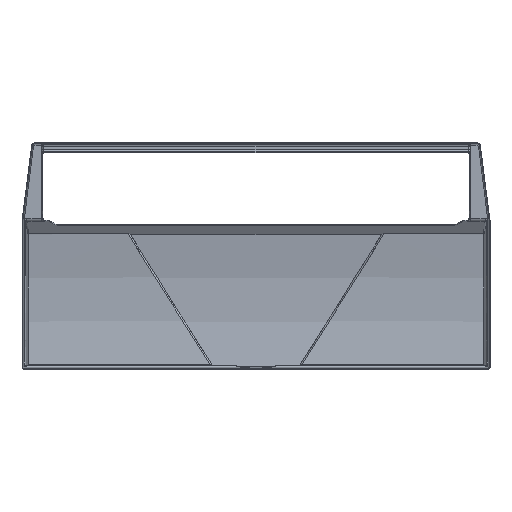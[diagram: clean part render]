
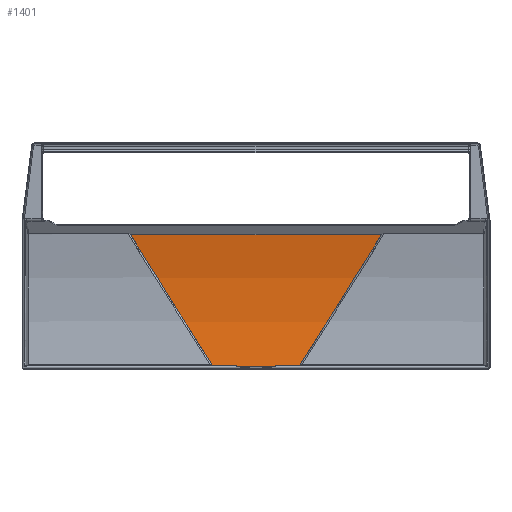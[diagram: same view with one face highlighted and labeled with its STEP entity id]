
A CAD part, front view. The second image highlights one B-rep face of the part: STEP entity #1401.
In plain terms, the highlighted cylindrical face has radius 803.085 mm (diameter 1606.17 mm), a partial arc.
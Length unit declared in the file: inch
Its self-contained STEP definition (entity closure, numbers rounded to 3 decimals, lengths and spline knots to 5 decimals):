
#390 = CARTESIAN_POINT ( 'NONE',  ( -22., 5.78955, -6.33154 ) ) ;
#671 = CARTESIAN_POINT ( 'NONE',  ( 4.00849, 5.78955, -6.33154 ) ) ;
#750 = ORIENTED_EDGE ( 'NONE', *, *, #2059, .T. ) ;
#806 = CARTESIAN_POINT ( 'NONE',  ( 4.00849, 5.78955, -6.33154 ) ) ;
#997 = CARTESIAN_POINT ( 'NONE',  ( -22., 5.84277, 6.06537 ) ) ;
#1114 =( BOUNDED_CURVE ( )  B_SPLINE_CURVE ( 3, ( #12904, #17231, #10379, #11826 ),
 .UNSPECIFIED., .F., .T. ) 
 B_SPLINE_CURVE_WITH_KNOTS ( ( 4, 4 ),
 ( 1.37776, 1.77007 ),
 .UNSPECIFIED. ) 
 CURVE ( )  GEOMETRIC_REPRESENTATION_ITEM ( )  RATIONAL_B_SPLINE_CURVE ( ( 1., 0.987, 0.987, 1. ) ) 
 REPRESENTATION_ITEM ( '' )  );
#1146 = EDGE_LOOP ( 'NONE', ( #17021, #4952, #750, #5843, #1893, #12243 ) ) ;
#1401 = ADVANCED_FACE ( 'NONE', ( #15935 ), #3597, .F. ) ;
#1597 = CARTESIAN_POINT ( 'NONE',  ( -4.00849, 5.78955, -6.33154 ) ) ;
#1893 = ORIENTED_EDGE ( 'NONE', *, *, #6695, .F. ) ;
#2059 = EDGE_CURVE ( 'NONE', #5651, #10692, #4271, .T. ) ;
#2479 =( BOUNDED_CURVE ( )  B_SPLINE_CURVE ( 3, ( #13190, #4451, #11656, #671 ),
 .UNSPECIFIED., .F., .T. ) 
 B_SPLINE_CURVE_WITH_KNOTS ( ( 4, 4 ),
 ( 1.13975, 1.14209 ),
 .UNSPECIFIED. ) 
 CURVE ( )  GEOMETRIC_REPRESENTATION_ITEM ( )  RATIONAL_B_SPLINE_CURVE ( ( 1., 1., 1., 1. ) ) 
 REPRESENTATION_ITEM ( '' )  );
#3175 = EDGE_CURVE ( 'NONE', #14393, #10284, #9793, .T. ) ;
#3282 = CARTESIAN_POINT ( 'NONE',  ( -4.06029, 5.79942, -6.28313 ) ) ;
#3447 = VECTOR ( 'NONE', #15502, 39.37008 ) ;
#3558 = CARTESIAN_POINT ( 'NONE',  ( -4.08617, 5.80431, -6.25891 ) ) ;
#3597 = CYLINDRICAL_SURFACE ( 'NONE', #12911, 31.6175 ) ;
#3735 = EDGE_CURVE ( 'NONE', #17101, #10692, #12719, .T. ) ;
#3855 = CARTESIAN_POINT ( 'NONE',  ( -11.78902, 5.84277, 6.06537 ) ) ;
#4271 =( BOUNDED_CURVE ( )  B_SPLINE_CURVE ( 3, ( #3558, #3282, #14096, #6066 ),
 .UNSPECIFIED., .F., .F. ) 
 B_SPLINE_CURVE_WITH_KNOTS ( ( 4, 4 ),
 ( 1.13975, 1.14209 ),
 .UNSPECIFIED. ) 
 CURVE ( )  GEOMETRIC_REPRESENTATION_ITEM ( )  RATIONAL_B_SPLINE_CURVE ( ( 1., 1., 1., 1. ) ) 
 REPRESENTATION_ITEM ( '' )  );
#4451 = CARTESIAN_POINT ( 'NONE',  ( 4.06029, 5.79942, -6.28313 ) ) ;
#4952 = ORIENTED_EDGE ( 'NONE', *, *, #10330, .T. ) ;
#4955 = DIRECTION ( 'NONE',  ( 1., 0., 0. ) ) ;
#5651 = VERTEX_POINT ( 'NONE', #8146 ) ;
#5843 = ORIENTED_EDGE ( 'NONE', *, *, #3735, .F. ) ;
#6066 = CARTESIAN_POINT ( 'NONE',  ( -4.00849, 5.78955, -6.33154 ) ) ;
#6452 = CARTESIAN_POINT ( 'NONE',  ( 9.23645, 6.64106, 1.98135 ) ) ;
#6695 = EDGE_CURVE ( 'NONE', #10284, #17101, #2479, .T. ) ;
#7227 = CARTESIAN_POINT ( 'NONE',  ( 4.08617, 5.80431, -6.25891 ) ) ;
#7732 = DIRECTION ( 'NONE',  ( 1., 0., 0. ) ) ;
#7988 = DIRECTION ( 'NONE',  ( 0., 0., -1. ) ) ;
#8146 = CARTESIAN_POINT ( 'NONE',  ( -4.08617, 5.80431, -6.25891 ) ) ;
#9067 = CARTESIAN_POINT ( 'NONE',  ( -22., -25.1875, 0. ) ) ;
#9625 = VECTOR ( 'NONE', #4955, 39.37008 ) ;
#9793 =( BOUNDED_CURVE ( )  B_SPLINE_CURVE ( 3, ( #13559, #6452, #17607, #11941 ),
 .UNSPECIFIED., .F., .T. ) 
 B_SPLINE_CURVE_WITH_KNOTS ( ( 4, 4 ),
 ( 1.37776, 1.77007 ),
 .UNSPECIFIED. ) 
 CURVE ( )  GEOMETRIC_REPRESENTATION_ITEM ( )  RATIONAL_B_SPLINE_CURVE ( ( 1., 0.987, 0.987, 1. ) ) 
 REPRESENTATION_ITEM ( '' )  );
#10284 = VERTEX_POINT ( 'NONE', #7227 ) ;
#10330 = EDGE_CURVE ( 'NONE', #12699, #5651, #1114, .T. ) ;
#10379 = CARTESIAN_POINT ( 'NONE',  ( -6.63558, 6.62807, -2.17995 ) ) ;
#10692 = VERTEX_POINT ( 'NONE', #1597 ) ;
#11374 = EDGE_CURVE ( 'NONE', #12699, #14393, #17212, .T. ) ;
#11656 = CARTESIAN_POINT ( 'NONE',  ( 4.0344, 5.7945, -6.30734 ) ) ;
#11826 = CARTESIAN_POINT ( 'NONE',  ( -4.08617, 5.80431, -6.25891 ) ) ;
#11941 = CARTESIAN_POINT ( 'NONE',  ( 4.08617, 5.80431, -6.25891 ) ) ;
#12243 = ORIENTED_EDGE ( 'NONE', *, *, #3175, .F. ) ;
#12699 = VERTEX_POINT ( 'NONE', #3855 ) ;
#12719 = LINE ( 'NONE', #390, #3447 ) ;
#12904 = CARTESIAN_POINT ( 'NONE',  ( -11.78902, 5.84277, 6.06537 ) ) ;
#12911 = AXIS2_PLACEMENT_3D ( 'NONE', #9067, #7732, #7988 ) ;
#13190 = CARTESIAN_POINT ( 'NONE',  ( 4.08617, 5.80431, -6.25891 ) ) ;
#13559 = CARTESIAN_POINT ( 'NONE',  ( 11.78902, 5.84277, 6.06537 ) ) ;
#13613 = CARTESIAN_POINT ( 'NONE',  ( 11.78902, 5.84277, 6.06537 ) ) ;
#14096 = CARTESIAN_POINT ( 'NONE',  ( -4.0344, 5.7945, -6.30734 ) ) ;
#14393 = VERTEX_POINT ( 'NONE', #13613 ) ;
#15502 = DIRECTION ( 'NONE',  ( -1., 0., 0. ) ) ;
#15935 = FACE_OUTER_BOUND ( 'NONE', #1146, .T. ) ;
#17021 = ORIENTED_EDGE ( 'NONE', *, *, #11374, .F. ) ;
#17101 = VERTEX_POINT ( 'NONE', #806 ) ;
#17212 = LINE ( 'NONE', #997, #9625 ) ;
#17231 = CARTESIAN_POINT ( 'NONE',  ( -9.23645, 6.64106, 1.98135 ) ) ;
#17607 = CARTESIAN_POINT ( 'NONE',  ( 6.63558, 6.62807, -2.17995 ) ) ;
